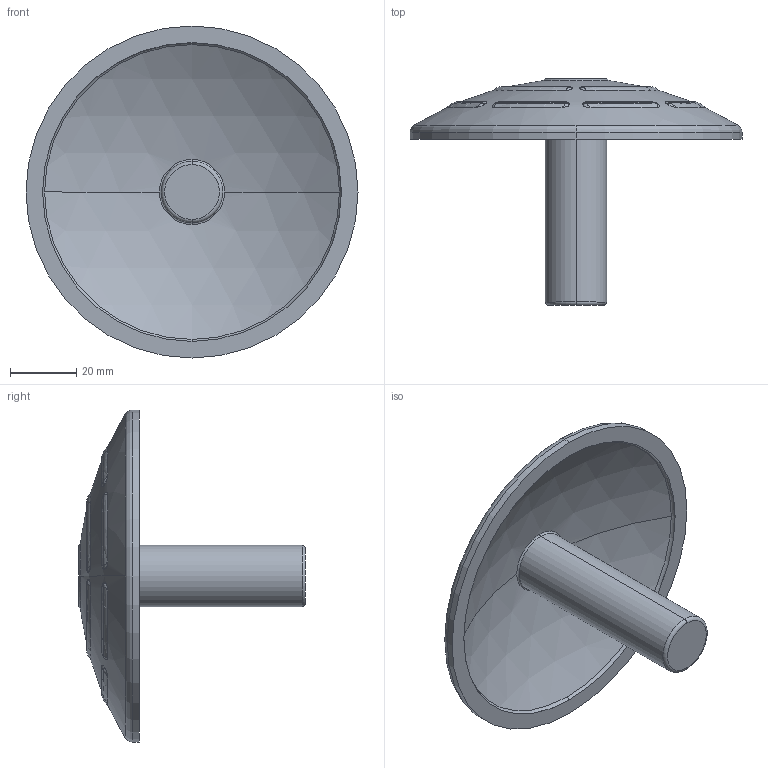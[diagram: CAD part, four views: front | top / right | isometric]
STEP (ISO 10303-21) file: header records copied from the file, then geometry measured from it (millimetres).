
FILE_DESCRIPTION (( 'STEP AP214' ), '1' );
FILE_NAME ('093522d.STEP', '2021-02-12T14:16:53', ( 'Huth' ), ( '' ), 'SwSTEP 2.0', 'SolidWorks 2020', '' );
FILE_SCHEMA (( 'AUTOMOTIVE_DESIGN' ));
Length unit declared in the file: millimetre
Products named in the file (1): 093522d
Bounding box: 100 x 68.29 x 100 mm (x, y, z)
Volume: 58917.2 mm3; surface area: 21743.2 mm2
Topology: 1 solids, 1 shells, 136 faces, 340 edges, 179 vertices
Faces by surface type: bspline 72, torus 36, sphere 20, cylinder 6, plane 2
Entity records: 6744 total; most frequent: CARTESIAN_POINT 4204, ORIENTED_EDGE 600, DIRECTION 420, EDGE_CURVE 300, AXIS2_PLACEMENT_3D 207, VERTEX_POINT 179, EDGE_LOOP 149, B_SPLINE_CURVE_WITH_KNOTS 144
